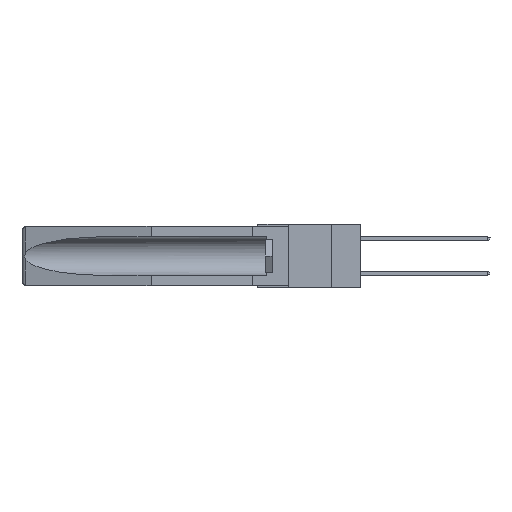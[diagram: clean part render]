
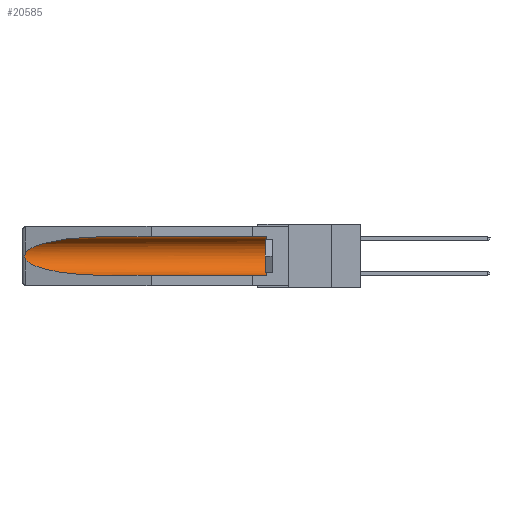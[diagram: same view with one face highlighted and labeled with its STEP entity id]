
A CAD part, left-side view. The second image highlights one B-rep face of the part: STEP entity #20585.
In plain terms, the highlighted cylindrical face has radius 2.857 mm (diameter 5.715 mm), a partial arc.
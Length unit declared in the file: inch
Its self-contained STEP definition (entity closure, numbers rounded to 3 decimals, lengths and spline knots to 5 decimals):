
#308 = DIRECTION ( 'NONE',  ( 0., 0., 1. ) ) ;
#351 = DIRECTION ( 'NONE',  ( 0., -1., 0. ) ) ;
#362 = CARTESIAN_POINT ( 'NONE',  ( 0.155, 0.126, -0.284 ) ) ;
#1879 = EDGE_CURVE ( 'NONE', #3685, #4721, #6770, .T. ) ;
#2419 = CARTESIAN_POINT ( 'NONE',  ( 0.155, 1.07973, -0.284 ) ) ;
#2627 = LINE ( 'NONE', #14572, #3228 ) ;
#3071 = VERTEX_POINT ( 'NONE', #7069 ) ;
#3125 = EDGE_CURVE ( 'NONE', #11921, #11578, #20378, .T. ) ;
#3222 = CARTESIAN_POINT ( 'NONE',  ( 0.155, 1.07973, -0.059 ) ) ;
#3228 = VECTOR ( 'NONE', #8890, 39.37008 ) ;
#3685 = VERTEX_POINT ( 'NONE', #362 ) ;
#4201 = CARTESIAN_POINT ( 'NONE',  ( 0.2673, 1.5327, -0.16383 ) ) ;
#4335 = CARTESIAN_POINT ( 'NONE',  ( 0.155, -0.30754, -0.059 ) ) ;
#4721 = VERTEX_POINT ( 'NONE', #13199 ) ;
#5872 = EDGE_LOOP ( 'NONE', ( #17659, #8402, #12915, #9410, #12663, #17751 ) ) ;
#6080 = VECTOR ( 'NONE', #11891, 39.37008 ) ;
#6115 = CARTESIAN_POINT ( 'NONE',  ( 0.26537, 1.52718, -0.19328 ) ) ;
#6400 = CARTESIAN_POINT ( 'NONE',  ( 0.155, 0.126, -0.1715 ) ) ;
#6686 = AXIS2_PLACEMENT_3D ( 'NONE', #6400, #351, #23422 ) ;
#6770 = CIRCLE ( 'NONE', #6686, 0.1125 ) ;
#7069 = CARTESIAN_POINT ( 'NONE',  ( 0.26537, 1.52718, -0.19328 ) ) ;
#7874 = CARTESIAN_POINT ( 'NONE',  ( 0.2675, 1.53308, -0.17534 ) ) ;
#8077 = EDGE_CURVE ( 'NONE', #4721, #11921, #19579, .T. ) ;
#8269 = CARTESIAN_POINT ( 'NONE',  ( 0.21114, 1.30732, -0.284 ) ) ;
#8402 = ORIENTED_EDGE ( 'NONE', *, *, #18555, .T. ) ;
#8890 = DIRECTION ( 'NONE',  ( 0., 1., 0. ) ) ;
#9410 = ORIENTED_EDGE ( 'NONE', *, *, #19356, .F. ) ;
#9736 = CARTESIAN_POINT ( 'NONE',  ( 0.26537, 1.52718, -0.14972 ) ) ;
#9897 = CARTESIAN_POINT ( 'NONE',  ( 0.26654, 1.53092, -0.15636 ) ) ;
#11245 = VERTEX_POINT ( 'NONE', #19536 ) ;
#11578 = VERTEX_POINT ( 'NONE', #22350 ) ;
#11678 = CARTESIAN_POINT ( 'NONE',  ( 0.26655, 1.53094, -0.18657 ) ) ;
#11848 = CARTESIAN_POINT ( 'NONE',  ( 0.2673, 1.53269, -0.17917 ) ) ;
#11891 = DIRECTION ( 'NONE',  ( 0., 1., 0. ) ) ;
#11921 = VERTEX_POINT ( 'NONE', #23337 ) ;
#12250 = AXIS2_PLACEMENT_3D ( 'NONE', #19698, #23376, #308 ) ;
#12663 = ORIENTED_EDGE ( 'NONE', *, *, #1879, .T. ) ;
#12815 = EDGE_CURVE ( 'NONE', #3071, #11245, #12978, .T. ) ;
#12915 = ORIENTED_EDGE ( 'NONE', *, *, #12815, .T. ) ;
#12933 = CARTESIAN_POINT ( 'NONE',  ( 0.26537, 1.52718, -0.14972 ) ) ;
#12978 =( BOUNDED_CURVE ( )  B_SPLINE_CURVE ( 3, ( #17818, #23532, #8269, #2419 ),
 .UNSPECIFIED., .F., .F. ) 
 B_SPLINE_CURVE_WITH_KNOTS ( ( 4, 4 ),
 ( 0.1948, 1.5708 ),
 .UNSPECIFIED. ) 
 CURVE ( )  GEOMETRIC_REPRESENTATION_ITEM ( )  RATIONAL_B_SPLINE_CURVE ( ( 1., 0.848, 0.848, 1. ) ) 
 REPRESENTATION_ITEM ( '' )  );
#13199 = CARTESIAN_POINT ( 'NONE',  ( 0.155, 0.126, -0.059 ) ) ;
#14535 = CYLINDRICAL_SURFACE ( 'NONE', #12250, 0.1125 ) ;
#14572 = CARTESIAN_POINT ( 'NONE',  ( 0.155, -0.30754, -0.284 ) ) ;
#17420 = CARTESIAN_POINT ( 'NONE',  ( 0.2675, 1.53308, -0.16763 ) ) ;
#17505 = CARTESIAN_POINT ( 'NONE',  ( 0.26597, 1.52961, -0.15275 ) ) ;
#17659 = ORIENTED_EDGE ( 'NONE', *, *, #3125, .T. ) ;
#17751 = ORIENTED_EDGE ( 'NONE', *, *, #8077, .T. ) ;
#17818 = CARTESIAN_POINT ( 'NONE',  ( 0.26537, 1.52718, -0.19328 ) ) ;
#18188 = B_SPLINE_CURVE_WITH_KNOTS ( 'NONE', 3,
 ( #9736, #17505, #9897, #4201, #17420, #7874, #11848, #11678, #21322, #6115 ),
 .UNSPECIFIED., .F., .F.,
 ( 4, 2, 2, 2, 4 ),
 ( 0., 0.00029, 0.00058, 0.00087, 0.00117 ),
 .UNSPECIFIED. ) ;
#18555 = EDGE_CURVE ( 'NONE', #11578, #3071, #18188, .T. ) ;
#18774 = CARTESIAN_POINT ( 'NONE',  ( 0.25451, 1.48313, -0.09465 ) ) ;
#19356 = EDGE_CURVE ( 'NONE', #3685, #11245, #2627, .T. ) ;
#19536 = CARTESIAN_POINT ( 'NONE',  ( 0.155, 1.07973, -0.284 ) ) ;
#19579 = LINE ( 'NONE', #4335, #6080 ) ;
#19698 = CARTESIAN_POINT ( 'NONE',  ( 0.155, -0.30754, -0.1715 ) ) ;
#20378 =( BOUNDED_CURVE ( )  B_SPLINE_CURVE ( 3, ( #3222, #22585, #18774, #12933 ),
 .UNSPECIFIED., .F., .F. ) 
 B_SPLINE_CURVE_WITH_KNOTS ( ( 4, 4 ),
 ( 4.71239, 6.08839 ),
 .UNSPECIFIED. ) 
 CURVE ( )  GEOMETRIC_REPRESENTATION_ITEM ( )  RATIONAL_B_SPLINE_CURVE ( ( 1., 0.848, 0.848, 1. ) ) 
 REPRESENTATION_ITEM ( '' )  );
#20585 = ADVANCED_FACE ( 'NONE', ( #24734 ), #14535, .F. ) ;
#21322 = CARTESIAN_POINT ( 'NONE',  ( 0.26597, 1.5296, -0.19026 ) ) ;
#22350 = CARTESIAN_POINT ( 'NONE',  ( 0.26537, 1.52718, -0.14972 ) ) ;
#22585 = CARTESIAN_POINT ( 'NONE',  ( 0.21114, 1.30732, -0.059 ) ) ;
#23337 = CARTESIAN_POINT ( 'NONE',  ( 0.155, 1.07973, -0.059 ) ) ;
#23376 = DIRECTION ( 'NONE',  ( 0., 1., 0. ) ) ;
#23422 = DIRECTION ( 'NONE',  ( 0., 0., 1. ) ) ;
#23532 = CARTESIAN_POINT ( 'NONE',  ( 0.25451, 1.48313, -0.24835 ) ) ;
#24734 = FACE_OUTER_BOUND ( 'NONE', #5872, .T. ) ;
